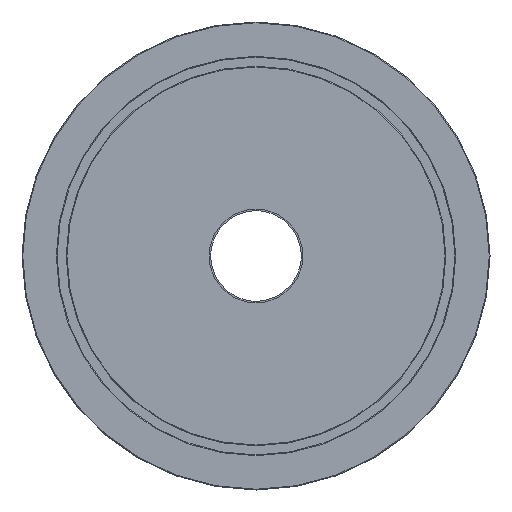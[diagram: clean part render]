
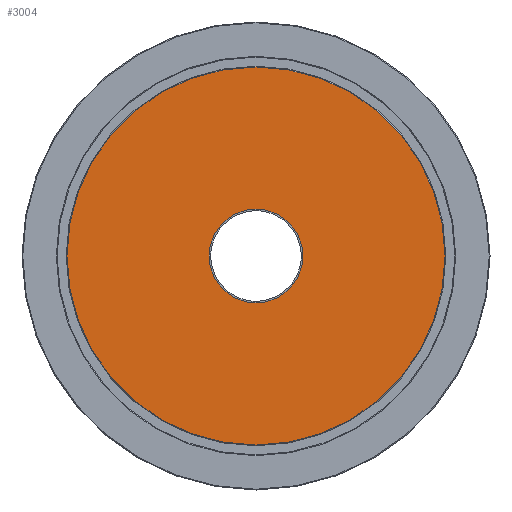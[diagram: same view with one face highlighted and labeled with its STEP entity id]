
A CAD part, front view. The second image highlights one B-rep face of the part: STEP entity #3004.
In plain terms, the highlighted planar face has unit normal (0, -1, 0).
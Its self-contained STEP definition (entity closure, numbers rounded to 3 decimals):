
#43 = CARTESIAN_POINT ( 'NONE',  ( 0., 0., 72.7 ) ) ;
#67 = FACE_OUTER_BOUND ( 'NONE', #3007, .T. ) ;
#97 = CARTESIAN_POINT ( 'NONE',  ( 0., 0., 0. ) ) ;
#114 = CARTESIAN_POINT ( 'NONE',  ( 0., 0., 18. ) ) ;
#161 = CIRCLE ( 'NONE', #2439, 72.7 ) ;
#323 = CARTESIAN_POINT ( 'NONE',  ( 0., 0., -18. ) ) ;
#340 = DIRECTION ( 'NONE',  ( 0., 0., 1. ) ) ;
#483 = PLANE ( 'NONE',  #1927 ) ;
#500 = DIRECTION ( 'NONE',  ( 0., -1., 0. ) ) ;
#666 = ORIENTED_EDGE ( 'NONE', *, *, #2222, .T. ) ;
#723 = DIRECTION ( 'NONE',  ( 0., 0., -1. ) ) ;
#822 = EDGE_CURVE ( 'NONE', #1423, #2442, #1829, .T. ) ;
#939 = DIRECTION ( 'NONE',  ( 0., 1., 0. ) ) ;
#1010 = VERTEX_POINT ( 'NONE', #323 ) ;
#1034 = DIRECTION ( 'NONE',  ( 0., -1., 0. ) ) ;
#1103 = ORIENTED_EDGE ( 'NONE', *, *, #2575, .T. ) ;
#1188 = AXIS2_PLACEMENT_3D ( 'NONE', #97, #1833, #340 ) ;
#1257 = ORIENTED_EDGE ( 'NONE', *, *, #1451, .T. ) ;
#1385 = EDGE_LOOP ( 'NONE', ( #666, #1103 ) ) ;
#1423 = VERTEX_POINT ( 'NONE', #43 ) ;
#1451 = EDGE_CURVE ( 'NONE', #2442, #1423, #161, .T. ) ;
#1829 = CIRCLE ( 'NONE', #2614, 72.7 ) ;
#1833 = DIRECTION ( 'NONE',  ( 0., 1., 0. ) ) ;
#1872 = CARTESIAN_POINT ( 'NONE',  ( 0., 0., -72.7 ) ) ;
#1927 = AXIS2_PLACEMENT_3D ( 'NONE', #2220, #2229, #723 ) ;
#1998 = CARTESIAN_POINT ( 'NONE',  ( 0., 0., 0. ) ) ;
#2220 = CARTESIAN_POINT ( 'NONE',  ( 0., 0., 0. ) ) ;
#2222 = EDGE_CURVE ( 'NONE', #2672, #1010, #2795, .T. ) ;
#2229 = DIRECTION ( 'NONE',  ( 0., -1., 0. ) ) ;
#2248 = DIRECTION ( 'NONE',  ( 0., 0., -1. ) ) ;
#2275 = AXIS2_PLACEMENT_3D ( 'NONE', #2444, #939, #2690 ) ;
#2439 = AXIS2_PLACEMENT_3D ( 'NONE', #2525, #1034, #2782 ) ;
#2442 = VERTEX_POINT ( 'NONE', #1872 ) ;
#2444 = CARTESIAN_POINT ( 'NONE',  ( 0., 0., 0. ) ) ;
#2525 = CARTESIAN_POINT ( 'NONE',  ( 0., 0., 0. ) ) ;
#2554 = FACE_BOUND ( 'NONE', #1385, .T. ) ;
#2575 = EDGE_CURVE ( 'NONE', #1010, #2672, #2923, .T. ) ;
#2614 = AXIS2_PLACEMENT_3D ( 'NONE', #1998, #500, #2248 ) ;
#2672 = VERTEX_POINT ( 'NONE', #114 ) ;
#2690 = DIRECTION ( 'NONE',  ( 0., 0., 1. ) ) ;
#2782 = DIRECTION ( 'NONE',  ( 0., 0., -1. ) ) ;
#2795 = CIRCLE ( 'NONE', #1188, 18. ) ;
#2923 = CIRCLE ( 'NONE', #2275, 18. ) ;
#3004 = ADVANCED_FACE ( 'NONE', ( #2554, #67 ), #483, .T. ) ;
#3007 = EDGE_LOOP ( 'NONE', ( #3016, #1257 ) ) ;
#3016 = ORIENTED_EDGE ( 'NONE', *, *, #822, .T. ) ;
